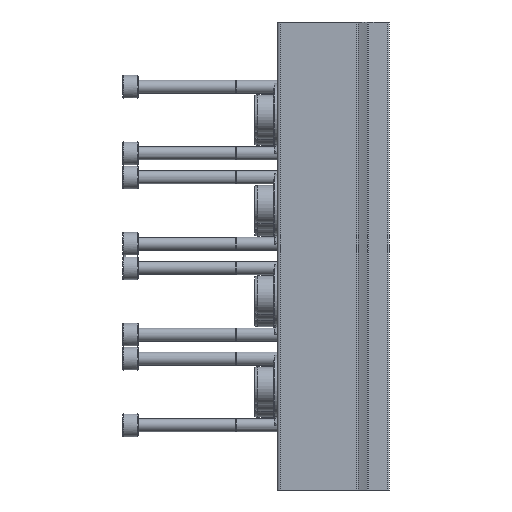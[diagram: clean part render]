
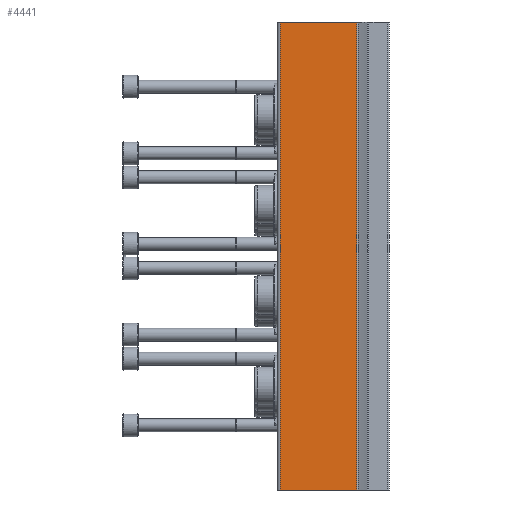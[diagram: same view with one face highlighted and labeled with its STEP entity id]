
A CAD part, left-side view. The second image highlights one B-rep face of the part: STEP entity #4441.
In plain terms, the highlighted planar face has unit normal (-1, 0, 0).
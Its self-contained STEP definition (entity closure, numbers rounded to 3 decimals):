
#170=PLANE('',#4791);
#622=ORIENTED_EDGE('',*,*,#1804,.F.);
#623=ORIENTED_EDGE('',*,*,#1803,.F.);
#624=ORIENTED_EDGE('',*,*,#1805,.T.);
#625=ORIENTED_EDGE('',*,*,#1806,.T.);
#1803=EDGE_CURVE('',#2394,#2392,#2819,.T.);
#1804=EDGE_CURVE('',#2392,#2395,#2820,.T.);
#1805=EDGE_CURVE('',#2394,#2396,#2821,.T.);
#1806=EDGE_CURVE('',#2396,#2395,#2822,.T.);
#2392=VERTEX_POINT('',#7082);
#2394=VERTEX_POINT('',#7086);
#2395=VERTEX_POINT('',#7090);
#2396=VERTEX_POINT('',#7092);
#2819=LINE('',#7087,#3117);
#2820=LINE('',#7089,#3118);
#2821=LINE('',#7091,#3119);
#2822=LINE('',#7093,#3120);
#3117=VECTOR('',#5390,1000.);
#3118=VECTOR('',#5393,1000.);
#3119=VECTOR('',#5394,1000.);
#3120=VECTOR('',#5395,1000.);
#3425=EDGE_LOOP('',(#622,#623,#624,#625));
#3888=FACE_BOUND('',#3425,.T.);
#4441=ADVANCED_FACE('',(#3888),#170,.T.);
#4791=AXIS2_PLACEMENT_3D('',#7088,#5391,#5392);
#5390=DIRECTION('',(0.,0.,1.));
#5391=DIRECTION('',(-1.,0.,0.));
#5392=DIRECTION('',(0.,0.,1.));
#5393=DIRECTION('',(0.,-1.,0.));
#5394=DIRECTION('',(0.,-1.,0.));
#5395=DIRECTION('',(0.,0.,1.));
#7082=CARTESIAN_POINT('',(-40.25,33.,0.));
#7086=CARTESIAN_POINT('',(-40.25,33.,-142.));
#7087=CARTESIAN_POINT('',(-40.25,33.,-142.));
#7088=CARTESIAN_POINT('',(-40.25,33.,-142.));
#7089=CARTESIAN_POINT('',(-40.25,33.,0.));
#7090=CARTESIAN_POINT('',(-40.25,9.853,0.));
#7091=CARTESIAN_POINT('',(-40.25,33.,-142.));
#7092=CARTESIAN_POINT('',(-40.25,9.853,-142.));
#7093=CARTESIAN_POINT('',(-40.25,9.853,-142.));
